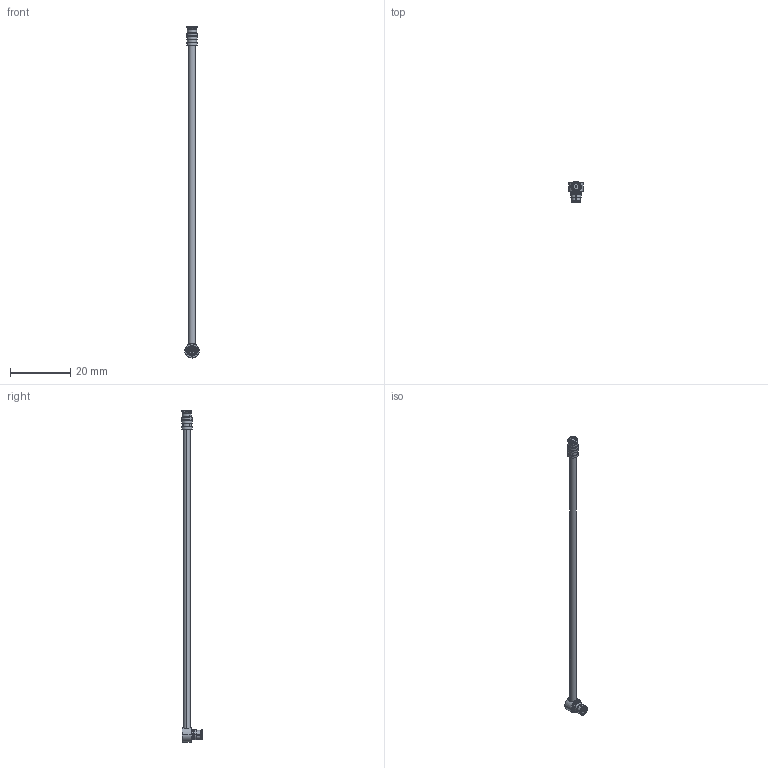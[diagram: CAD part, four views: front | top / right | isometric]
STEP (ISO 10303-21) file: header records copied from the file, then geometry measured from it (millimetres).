
FILE_DESCRIPTION (( 'STEP AP203' ), '1' );
FILE_NAME ('PE36160LF.step', '2019-04-24T17:53:45', ( '' ), ( '' ), 'SwSTEP 2.0', 'SolidWorks 2018', '' );
FILE_SCHEMA (( 'CONFIG_CONTROL_DESIGN' ));
Length unit declared in the file: inch
Products named in the file (4): Coax Cable_PE-SR405FL; PE36160LF; PE44786; PE44275
Assembly tree (3 placements, depth 2):
  PE36160LF
    Coax Cable_PE-SR405FL
    PE44786
    PE44275
Bounding box: 4.78 x 6.9 x 109.8 mm (x, y, z)
Volume: 485.7 mm3; surface area: 1051.7 mm2
Topology: 5 solids, 5 shells, 180 faces, 420 edges, 272 vertices
Faces by surface type: cylinder 65, plane 57, cone 34, bspline 14, torus 10
Entity records: 6092 total; most frequent: CARTESIAN_POINT 1664, DIRECTION 844, ORIENTED_EDGE 840, EDGE_CURVE 420, AXIS2_PLACEMENT_3D 352, VERTEX_POINT 272, EDGE_LOOP 206, ADVANCED_FACE 180
